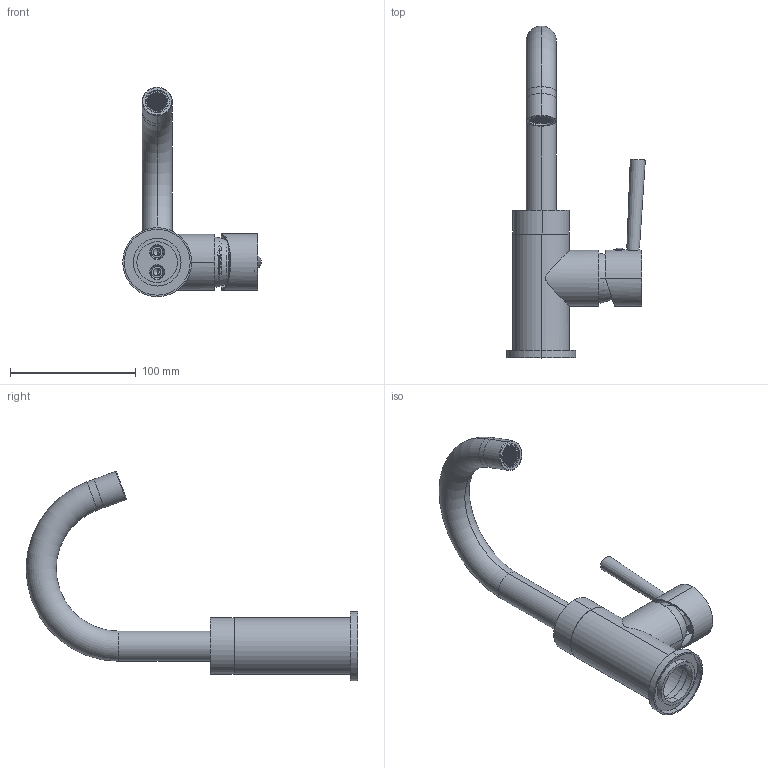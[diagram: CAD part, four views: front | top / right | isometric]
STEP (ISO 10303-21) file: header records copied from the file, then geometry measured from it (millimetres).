
FILE_DESCRIPTION (( 'STEP AP214' ), '1' );
FILE_NAME ('5310A.STEP', '2020-02-03T09:43:14', ( '微软用户' ), ( '微软中国' ), 'SwSTEP 2.0', 'SolidWorks 2014', '' );
FILE_SCHEMA (( 'AUTOMOTIVE_DESIGN' ));
Length unit declared in the file: millimetre
Products named in the file (16): 5310翋极; 5310A; 色钮(全白); 5310忒梟; 35-1蚾庉戚ㄗ呿蹋ㄘ; 35揤裔; D35P; M22X1两级网嘴胶圈; 5310厙擋杶; 20厙郋; 5310A奪; 5310菁遠; 24奪誘杶; 38X35X1.4减磨圈; 5310о; 5310蚾庉戚
Assembly tree (15 placements, depth 2):
  5310A
    5310翋极
    5310蚾庉戚
    5310о
    38X35X1.4减磨圈
    24奪誘杶
    5310菁遠
    5310A奪
    20厙郋
    5310厙擋杶
    M22X1两级网嘴胶圈
    D35P
    35揤裔
    35-1蚾庉戚ㄗ呿蹋ㄘ
    5310忒梟
    色钮(全白)
Bounding box: 110.47 x 264.4 x 166.86 mm (x, y, z)
Volume: 187385.1 mm3; surface area: 131507.7 mm2
Topology: 14 solids, 17 shells, 2777 faces, 10492 edges, 6959 vertices
Faces by surface type: plane 1578, cylinder 1099, cone 68, torus 26, sphere 4, bspline 2
Entity records: 145783 total; most frequent: CARTESIAN_POINT 59328, ORIENTED_EDGE 20922, DIRECTION 14435, EDGE_CURVE 10463, VERTEX_POINT 6947, LINE 4999, VECTOR 4999, AXIS2_PLACEMENT_3D 4718
